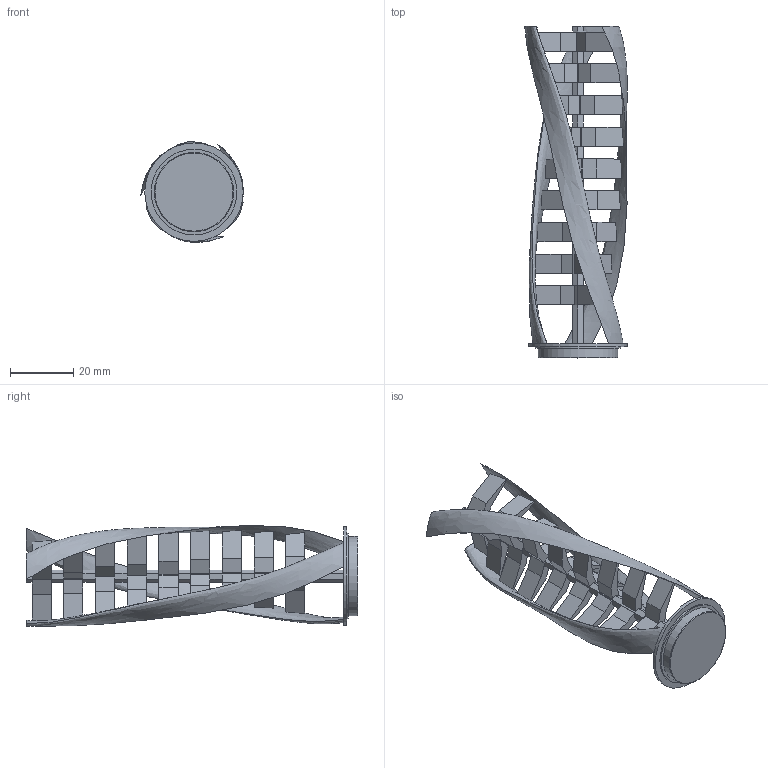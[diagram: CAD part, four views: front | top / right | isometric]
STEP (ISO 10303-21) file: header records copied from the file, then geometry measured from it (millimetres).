
FILE_DESCRIPTION(/* description */ (''),/* implementation_level */ '2;1');
FILE_NAME(/* name */ '零件2.stp',/* time_stamp */ '2024-03-01T10:59:24+08:00',/* author */ ('15513'),/* organization */ (''),/* preprocessor_version */ 'ST-DEVELOPER v19',/* originating_system */ 'Autodesk Inventor 2023',/* authorisation */ '');
FILE_SCHEMA (('AUTOMOTIVE_DESIGN { 1 0 10303 214 3 1 1 }'));
Length unit declared in the file: millimetre
Products named in the file (1): 零件2
Bounding box: 32.33 x 104.6 x 31.84 mm (x, y, z)
Volume: 10598.7 mm3; surface area: 13347.7 mm2
Topology: 1 solids, 1 shells, 205 faces, 660 edges, 440 vertices
Faces by surface type: plane 195, bspline 6, cylinder 3, torus 1
Full cylindrical faces by diameter (mm): 25 x1, 27 x1, 31 x1
Entity records: 12341 total; most frequent: CARTESIAN_POINT 6655, ORIENTED_EDGE 1320, DIRECTION 937, EDGE_CURVE 660, LINE 519, VECTOR 519, VERTEX_POINT 440, EDGE_LOOP 242
